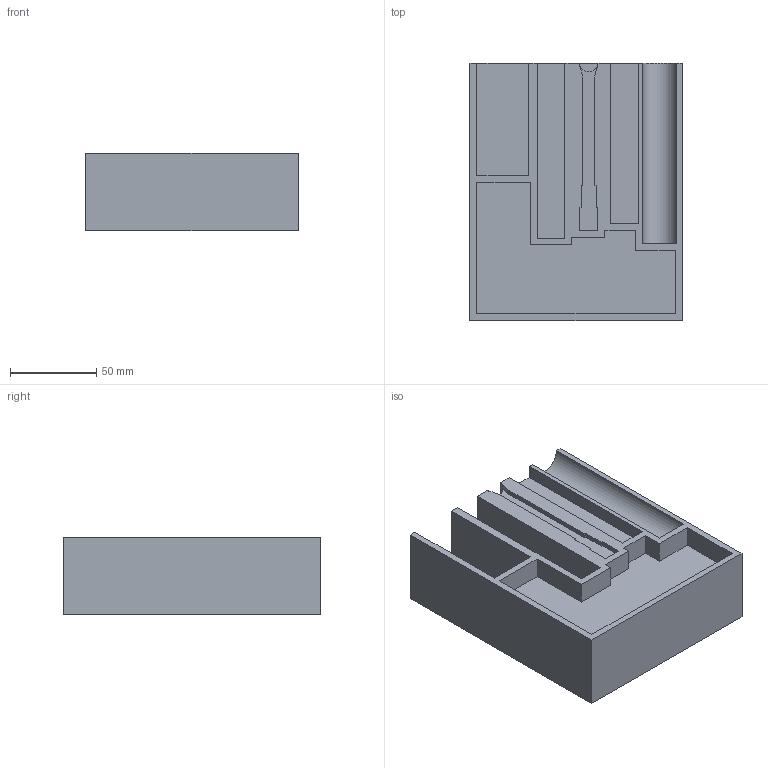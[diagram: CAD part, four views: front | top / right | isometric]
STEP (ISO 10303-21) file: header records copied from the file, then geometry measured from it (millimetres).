
FILE_DESCRIPTION(/* description */ (''),/* implementation_level */ '2;1');
FILE_NAME(/* name */ 'Lower-Caliper-Holder.step',/* time_stamp */ '2024-08-11T17:17:10-04:00',/* author */ (''),/* organization */ (''),/* preprocessor_version */ 'ST-DEVELOPER v20',/* originating_system */ 'Autodesk Translation Framework v13.14.0.145',/* authorisation */ '');
FILE_SCHEMA (('AUTOMOTIVE_DESIGN { 1 0 10303 214 3 1 1 }'));
Length unit declared in the file: millimetre
Products named in the file (1): Lower-Caliper-Holder
Bounding box: 122.82 x 148.97 x 45 mm (x, y, z)
Volume: 569426.8 mm3; surface area: 83288.5 mm2
Topology: 1 solids, 1 shells, 49 faces, 138 edges, 92 vertices
Faces by surface type: plane 45, bspline 2, cylinder 2
Entity records: 1653 total; most frequent: CARTESIAN_POINT 362, ORIENTED_EDGE 276, DIRECTION 236, EDGE_CURVE 138, LINE 128, VECTOR 128, VERTEX_POINT 92, AXIS2_PLACEMENT_3D 54
